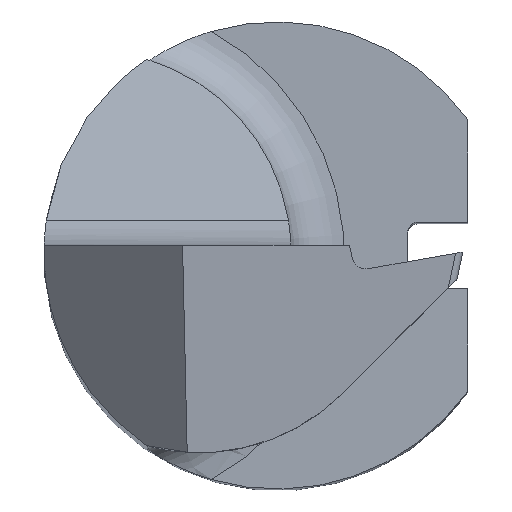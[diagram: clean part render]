
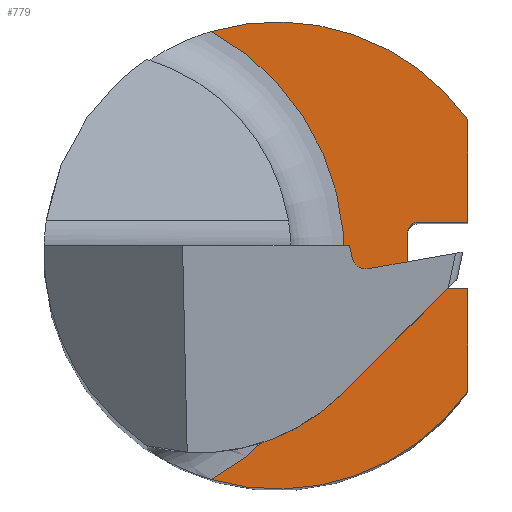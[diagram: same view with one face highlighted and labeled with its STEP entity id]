
A CAD part, top view. The second image highlights one B-rep face of the part: STEP entity #779.
In plain terms, the highlighted planar face has unit normal (0, 0, 1).
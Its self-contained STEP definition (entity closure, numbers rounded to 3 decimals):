
#1 = DIRECTION ( 'NONE',  ( 1., 0., 0. ) ) ;
#7 = VECTOR ( 'NONE', #89, 1000. ) ;
#26 = CARTESIAN_POINT ( 'NONE',  ( 0., 0., 15. ) ) ;
#33 = EDGE_CURVE ( 'NONE', #471, #226, #161, .T. ) ;
#34 = PLANE ( 'NONE',  #1001 ) ;
#49 = CARTESIAN_POINT ( 'NONE',  ( 1.95, 0.5, 15. ) ) ;
#74 = CIRCLE ( 'NONE', #263, 3.827 ) ;
#83 = LINE ( 'NONE', #156, #308 ) ;
#86 = DIRECTION ( 'NONE',  ( 1., 0., 0. ) ) ;
#89 = DIRECTION ( 'NONE',  ( 1., 0., 0. ) ) ;
#102 = EDGE_CURVE ( 'NONE', #372, #863, #905, .T. ) ;
#117 = ORIENTED_EDGE ( 'NONE', *, *, #535, .T. ) ;
#118 = VERTEX_POINT ( 'NONE', #737 ) ;
#122 = CARTESIAN_POINT ( 'NONE',  ( 64.45, -0.5, 15. ) ) ;
#134 = ORIENTED_EDGE ( 'NONE', *, *, #488, .T. ) ;
#136 = VERTEX_POINT ( 'NONE', #975 ) ;
#147 = VERTEX_POINT ( 'NONE', #337 ) ;
#148 = VECTOR ( 'NONE', #286, 1000. ) ;
#156 = CARTESIAN_POINT ( 'NONE',  ( 2.85, 2.032, 15. ) ) ;
#161 = CIRCLE ( 'NONE', #326, 0.15 ) ;
#185 = EDGE_CURVE ( 'NONE', #226, #147, #241, .T. ) ;
#188 = ORIENTED_EDGE ( 'NONE', *, *, #484, .T. ) ;
#202 = DIRECTION ( 'NONE',  ( 0., 0., 1. ) ) ;
#226 = VERTEX_POINT ( 'NONE', #808 ) ;
#241 = LINE ( 'NONE', #317, #7 ) ;
#243 = DIRECTION ( 'NONE',  ( 0., 0., 1. ) ) ;
#263 = AXIS2_PLACEMENT_3D ( 'NONE', #646, #1019, #1 ) ;
#266 = ORIENTED_EDGE ( 'NONE', *, *, #581, .T. ) ;
#286 = DIRECTION ( 'NONE',  ( 0., -1., 0. ) ) ;
#291 = ORIENTED_EDGE ( 'NONE', *, *, #441, .F. ) ;
#294 = CARTESIAN_POINT ( 'NONE',  ( 2.85, -0.5, 15. ) ) ;
#308 = VECTOR ( 'NONE', #945, 1000. ) ;
#313 = DIRECTION ( 'NONE',  ( 0., 0., -1. ) ) ;
#317 = CARTESIAN_POINT ( 'NONE',  ( 64.45, 0.5, 15. ) ) ;
#326 = AXIS2_PLACEMENT_3D ( 'NONE', #350, #517, #982 ) ;
#331 = EDGE_CURVE ( 'NONE', #471, #136, #620, .T. ) ;
#337 = CARTESIAN_POINT ( 'NONE',  ( 2.85, 0.5, 15. ) ) ;
#350 = CARTESIAN_POINT ( 'NONE',  ( 2.1, 0.35, 15. ) ) ;
#353 = DIRECTION ( 'NONE',  ( 1., 0., 0. ) ) ;
#362 = EDGE_LOOP ( 'NONE', ( #981, #188, #266, #524, #291, #134, #1024, #444, #932, #117 ) ) ;
#372 = VERTEX_POINT ( 'NONE', #700 ) ;
#387 = VECTOR ( 'NONE', #883, 1000. ) ;
#441 = EDGE_CURVE ( 'NONE', #118, #748, #831, .T. ) ;
#442 = DIRECTION ( 'NONE',  ( 1., 0., 0. ) ) ;
#444 = ORIENTED_EDGE ( 'NONE', *, *, #33, .T. ) ;
#459 = CIRCLE ( 'NONE', #752, 0.15 ) ;
#471 = VERTEX_POINT ( 'NONE', #474 ) ;
#474 = CARTESIAN_POINT ( 'NONE',  ( 1.95, 0.35, 15. ) ) ;
#484 = EDGE_CURVE ( 'NONE', #863, #835, #74, .T. ) ;
#488 = EDGE_CURVE ( 'NONE', #118, #136, #459, .T. ) ;
#517 = DIRECTION ( 'NONE',  ( 0., 0., -1. ) ) ;
#524 = ORIENTED_EDGE ( 'NONE', *, *, #1030, .T. ) ;
#535 = EDGE_CURVE ( 'NONE', #147, #372, #83, .T. ) ;
#581 = EDGE_CURVE ( 'NONE', #835, #781, #656, .T. ) ;
#598 = CARTESIAN_POINT ( 'NONE',  ( 2.85, -2.032, 15. ) ) ;
#620 = LINE ( 'NONE', #49, #148 ) ;
#644 = LINE ( 'NONE', #892, #387 ) ;
#646 = CARTESIAN_POINT ( 'NONE',  ( -2.827, 0., 15. ) ) ;
#656 = CIRCLE ( 'NONE', #691, 3.5 ) ;
#691 = AXIS2_PLACEMENT_3D ( 'NONE', #1023, #243, #1027 ) ;
#694 = CARTESIAN_POINT ( 'NONE',  ( -0.99, -3.357, 15. ) ) ;
#700 = CARTESIAN_POINT ( 'NONE',  ( 2.85, 2.032, 15. ) ) ;
#737 = CARTESIAN_POINT ( 'NONE',  ( 2.1, -0.5, 15. ) ) ;
#739 = DIRECTION ( 'NONE',  ( 1., 0., 0. ) ) ;
#748 = VERTEX_POINT ( 'NONE', #294 ) ;
#749 = FACE_OUTER_BOUND ( 'NONE', #362, .T. ) ;
#752 = AXIS2_PLACEMENT_3D ( 'NONE', #798, #313, #86 ) ;
#768 = CARTESIAN_POINT ( 'NONE',  ( -0.325, -0.054, 15. ) ) ;
#779 = ADVANCED_FACE ( 'NONE', ( #749 ), #34, .T. ) ;
#781 = VERTEX_POINT ( 'NONE', #598 ) ;
#785 = CARTESIAN_POINT ( 'NONE',  ( -0.99, 3.357, 15. ) ) ;
#798 = CARTESIAN_POINT ( 'NONE',  ( 2.1, -0.35, 15. ) ) ;
#808 = CARTESIAN_POINT ( 'NONE',  ( 2.1, 0.5, 15. ) ) ;
#831 = LINE ( 'NONE', #122, #1031 ) ;
#835 = VERTEX_POINT ( 'NONE', #694 ) ;
#863 = VERTEX_POINT ( 'NONE', #785 ) ;
#883 = DIRECTION ( 'NONE',  ( 0., 1., 0. ) ) ;
#892 = CARTESIAN_POINT ( 'NONE',  ( 2.85, 2.032, 15. ) ) ;
#896 = DIRECTION ( 'NONE',  ( 0., 0., 1. ) ) ;
#905 = CIRCLE ( 'NONE', #1012, 3.5 ) ;
#932 = ORIENTED_EDGE ( 'NONE', *, *, #185, .T. ) ;
#945 = DIRECTION ( 'NONE',  ( 0., 1., 0. ) ) ;
#975 = CARTESIAN_POINT ( 'NONE',  ( 1.95, -0.35, 15. ) ) ;
#981 = ORIENTED_EDGE ( 'NONE', *, *, #102, .T. ) ;
#982 = DIRECTION ( 'NONE',  ( 1., 0., 0. ) ) ;
#1001 = AXIS2_PLACEMENT_3D ( 'NONE', #768, #202, #353 ) ;
#1012 = AXIS2_PLACEMENT_3D ( 'NONE', #26, #896, #739 ) ;
#1019 = DIRECTION ( 'NONE',  ( 0., 0., -1. ) ) ;
#1023 = CARTESIAN_POINT ( 'NONE',  ( 0., 0., 15. ) ) ;
#1024 = ORIENTED_EDGE ( 'NONE', *, *, #331, .F. ) ;
#1027 = DIRECTION ( 'NONE',  ( 1., 0., 0. ) ) ;
#1030 = EDGE_CURVE ( 'NONE', #781, #748, #644, .T. ) ;
#1031 = VECTOR ( 'NONE', #442, 1000. ) ;
